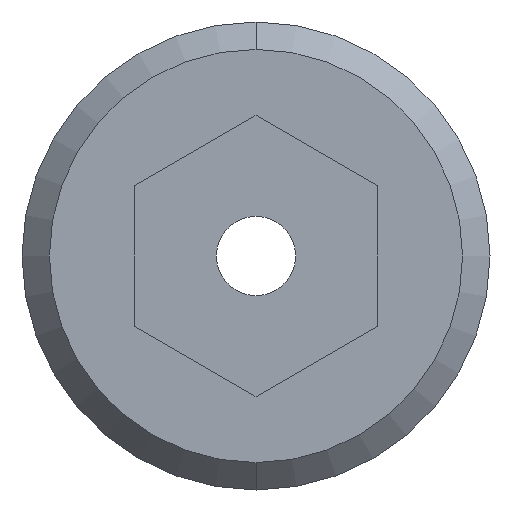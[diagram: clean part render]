
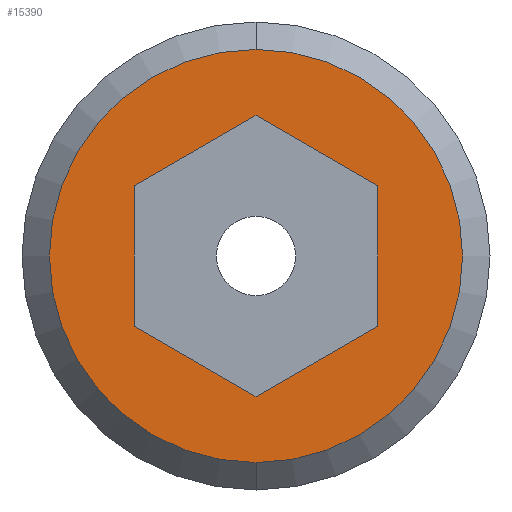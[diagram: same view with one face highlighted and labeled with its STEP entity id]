
A CAD part, left-side view. The second image highlights one B-rep face of the part: STEP entity #15390.
In plain terms, the highlighted planar face has unit normal (-1, 0, 0).
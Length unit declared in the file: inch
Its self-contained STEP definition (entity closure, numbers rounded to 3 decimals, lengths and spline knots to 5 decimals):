
#7179=CARTESIAN_POINT('',(-0.188,0.,0.));
#7180=DIRECTION('',(-1.,0.,0.));
#7181=DIRECTION('',(0.,1.,0.));
#7182=AXIS2_PLACEMENT_3D('',#7179,#7180,#7181);
#7197=DIRECTION('',(0.,0.5,0.866));
#7198=VECTOR('',#7197,0.09238);
#7199=CARTESIAN_POINT('',(-0.188,0.04619,-0.08));
#7200=LINE('',#7199,#7198);
#7201=DIRECTION('',(0.,1.,0.));
#7202=VECTOR('',#7201,0.09238);
#7203=CARTESIAN_POINT('',(-0.188,-0.04619,-0.08));
#7204=LINE('',#7203,#7202);
#7205=DIRECTION('',(0.,0.5,-0.866));
#7206=VECTOR('',#7205,0.09238);
#7207=CARTESIAN_POINT('',(-0.188,-0.09238,0.));
#7208=LINE('',#7207,#7206);
#7209=DIRECTION('',(0.,-0.5,-0.866));
#7210=VECTOR('',#7209,0.09238);
#7211=CARTESIAN_POINT('',(-0.188,-0.04619,0.08));
#7212=LINE('',#7211,#7210);
#7213=DIRECTION('',(0.,-1.,0.));
#7214=VECTOR('',#7213,0.09238);
#7215=CARTESIAN_POINT('',(-0.188,0.04619,0.08));
#7216=LINE('',#7215,#7214);
#7217=DIRECTION('',(0.,-0.5,0.866));
#7218=VECTOR('',#7217,0.09238);
#7219=CARTESIAN_POINT('',(-0.188,0.09238,0.));
#7220=LINE('',#7219,#7218);
#7221=CARTESIAN_POINT('',(-0.188,0.,0.));
#7222=DIRECTION('',(1.,0.,0.));
#7223=DIRECTION('',(0.,1.,0.));
#7224=AXIS2_PLACEMENT_3D('',#7221,#7222,#7223);
#7601=CARTESIAN_POINT('',(-0.188,0.13575,0.));
#7602=CARTESIAN_POINT('',(-0.188,-0.13575,0.));
#7603=VERTEX_POINT('',#7601);
#7604=VERTEX_POINT('',#7602);
#7621=CARTESIAN_POINT('',(-0.188,0.04619,-0.08));
#7622=CARTESIAN_POINT('',(-0.188,0.09238,0.));
#7623=VERTEX_POINT('',#7621);
#7624=VERTEX_POINT('',#7622);
#7625=CARTESIAN_POINT('',(-0.188,-0.04619,-0.08));
#7626=VERTEX_POINT('',#7625);
#7627=CARTESIAN_POINT('',(-0.188,-0.09238,0.));
#7628=VERTEX_POINT('',#7627);
#7629=CARTESIAN_POINT('',(-0.188,-0.04619,0.08));
#7630=VERTEX_POINT('',#7629);
#7631=CARTESIAN_POINT('',(-0.188,0.04619,0.08));
#7632=VERTEX_POINT('',#7631);
#15366=CARTESIAN_POINT('',(-0.188,0.,0.));
#15367=DIRECTION('',(1.,0.,0.));
#15368=DIRECTION('',(0.,-1.,0.));
#15369=AXIS2_PLACEMENT_3D('',#15366,#15367,#15368);
#15370=PLANE('',#15369);
#15371=ORIENTED_EDGE('',*,*,#15356,.F.);
#15373=ORIENTED_EDGE('',*,*,#15372,.T.);
#15374=EDGE_LOOP('',(#15371,#15373));
#15375=FACE_OUTER_BOUND('',#15374,.F.);
#15377=ORIENTED_EDGE('',*,*,#15376,.F.);
#15379=ORIENTED_EDGE('',*,*,#15378,.F.);
#15381=ORIENTED_EDGE('',*,*,#15380,.F.);
#15383=ORIENTED_EDGE('',*,*,#15382,.F.);
#15385=ORIENTED_EDGE('',*,*,#15384,.F.);
#15387=ORIENTED_EDGE('',*,*,#15386,.F.);
#15388=EDGE_LOOP('',(#15377,#15379,#15381,#15383,#15385,#15387));
#15389=FACE_BOUND('',#15388,.F.);
#7183=CIRCLE('',#7182,0.13575);
#7225=CIRCLE('',#7224,0.13575);
#15356=EDGE_CURVE('',#7603,#7604,#7183,.T.);
#15372=EDGE_CURVE('',#7603,#7604,#7225,.T.);
#15376=EDGE_CURVE('',#7623,#7624,#7200,.T.);
#15378=EDGE_CURVE('',#7626,#7623,#7204,.T.);
#15380=EDGE_CURVE('',#7628,#7626,#7208,.T.);
#15382=EDGE_CURVE('',#7630,#7628,#7212,.T.);
#15384=EDGE_CURVE('',#7632,#7630,#7216,.T.);
#15386=EDGE_CURVE('',#7624,#7632,#7220,.T.);
#15390=ADVANCED_FACE('',(#15375,#15389),#15370,.F.);
